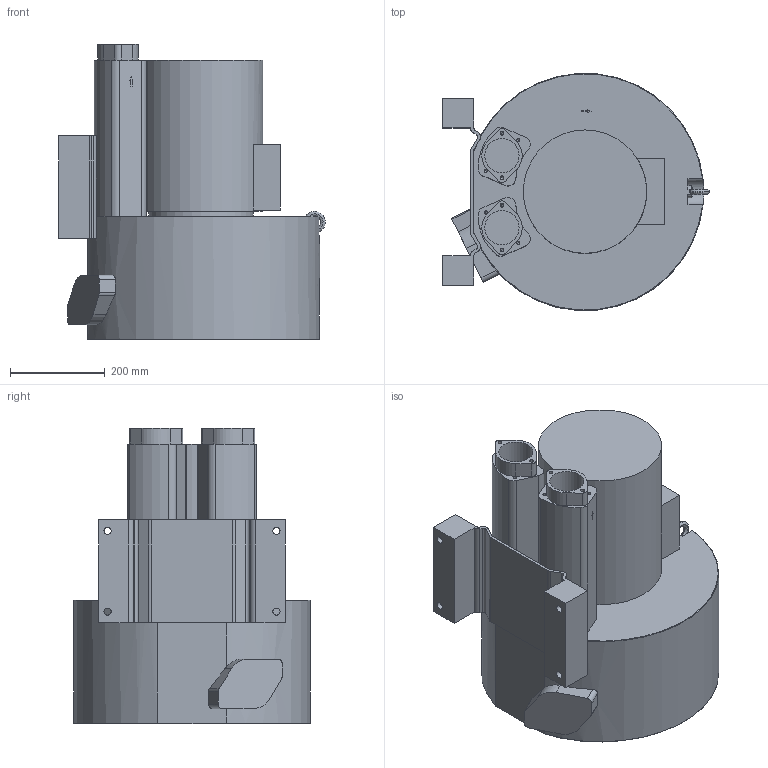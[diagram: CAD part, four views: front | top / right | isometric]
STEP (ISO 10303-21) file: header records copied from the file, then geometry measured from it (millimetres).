
FILE_DESCRIPTION(/* description */ ('2SD 840'),/* implementation_level */ '2;1');
FILE_NAME(/* name */ 'AttTemp.stp',/* time_stamp */ '2015-09-09T10:32:41+02:00',/* author */ ('weberp'),/* organization */ (''),/* preprocessor_version */ 'ST-DEVELOPER v15.6',/* originating_system */ 'Autodesk Inventor 2015',/* authorisation */ '');
FILE_SCHEMA (('AUTOMOTIVE_DESIGN { 1 0 10303 214 3 1 1 }'));
Length unit declared in the file: millimetre
Products named in the file (1): 01-TB-18943
Bounding box: 562 x 498.97 x 622 mm (x, y, z)
Volume: 77245468.3 mm3; surface area: 1693793.2 mm2
Topology: 1 solids, 2 shells, 591 faces, 1590 edges, 1053 vertices
Faces by surface type: plane 325, bspline 174, cylinder 74, cone 13, torus 5
Full cylindrical faces by diameter (mm): 6.647 x8, 8 x5, 10.106 x3, 15 x4, 72.226 x2, 220 x1, 260 x1
Entity records: 20373 total; most frequent: CARTESIAN_POINT 6159, ORIENTED_EDGE 3074, DIRECTION 2214, EDGE_CURVE 1537, VERTEX_POINT 1036, LINE 958, VECTOR 958, EDGE_LOOP 691
